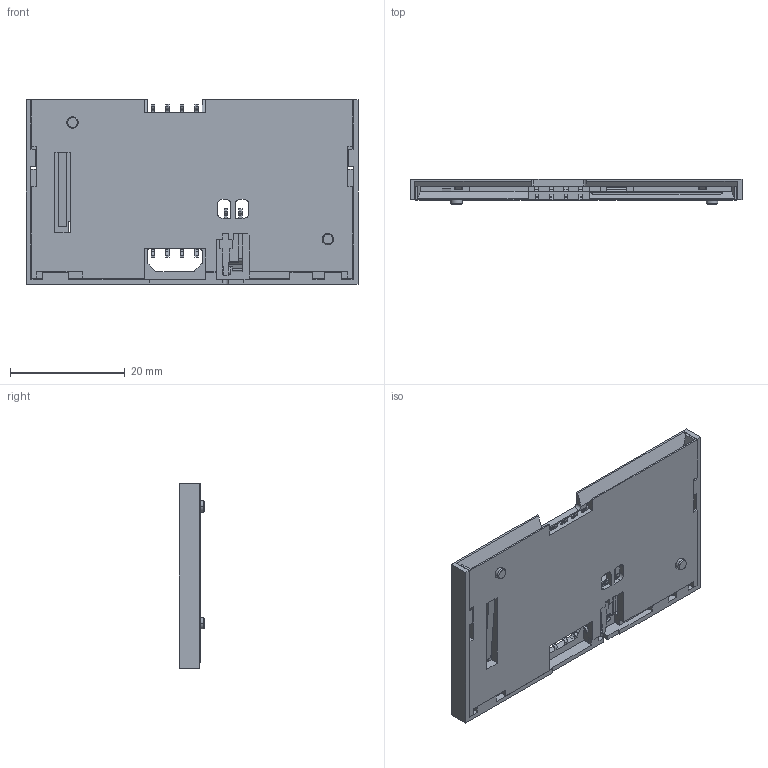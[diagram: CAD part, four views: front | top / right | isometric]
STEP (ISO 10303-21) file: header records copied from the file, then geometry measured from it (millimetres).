
FILE_DESCRIPTION(('STEP AP242'),'1');
FILE_NAME('5145300-3.stp','2022-07-29T11:42:25',('TraceParts'),('TraceParts S.A.'),'Spatial InterOp 3D',' ',' ');
FILE_SCHEMA(('AP242_MANAGED_MODEL_BASED_3D_ENGINEERING_MIM_LF {1 0 10303 442 1 1 4}'));
Length unit declared in the file: millimetre
Products named in the file (1): 5145300-3
Bounding box: 57.8 x 4.4 x 32.1 mm (x, y, z)
Volume: 4399.9 mm3; surface area: 8120.2 mm2
Topology: 1 solids, 1 shells, 471 faces, 1401 edges, 922 vertices
Faces by surface type: plane 361, cylinder 101, cone 9
Entity records: 15775 total; most frequent: CARTESIAN_POINT 2835, ORIENTED_EDGE 2802, DIRECTION 2552, EDGE_CURVE 1401, LINE 1182, VECTOR 1182, VERTEX_POINT 922, AXIS2_PLACEMENT_3D 685
